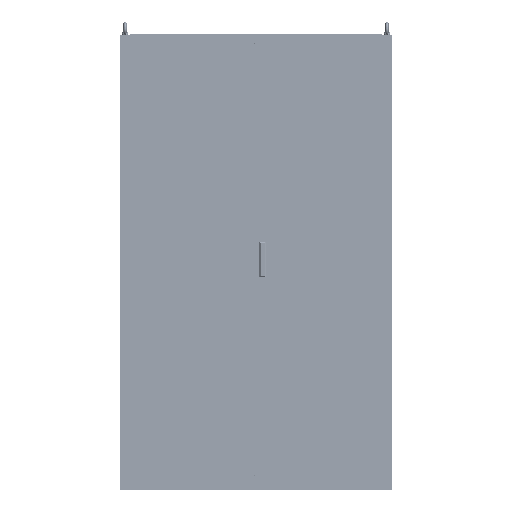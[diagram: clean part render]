
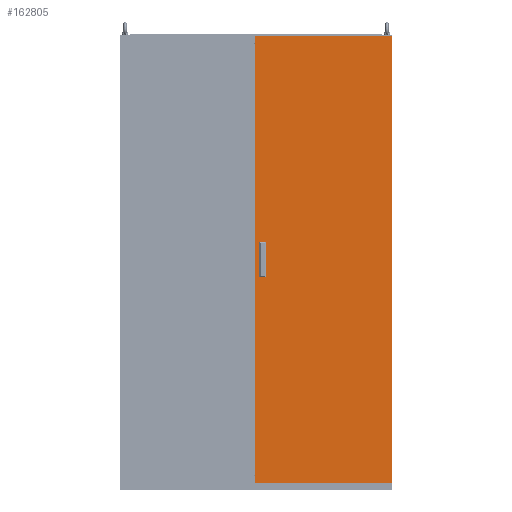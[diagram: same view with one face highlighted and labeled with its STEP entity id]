
A CAD part, top view. The second image highlights one B-rep face of the part: STEP entity #162805.
In plain terms, the highlighted planar face has unit normal (0, 0, 1).
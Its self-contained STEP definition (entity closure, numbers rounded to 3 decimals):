
#3361 = PLANE ( 'NONE',  #25533 ) ;
#4529 = CARTESIAN_POINT ( 'NONE',  ( -3., 997., 0. ) ) ;
#10851 = DIRECTION ( 'NONE',  ( 0., -1., 0. ) ) ;
#11743 = VERTEX_POINT ( 'NONE', #204684 ) ;
#11975 = CARTESIAN_POINT ( 'NONE',  ( 16.5, -61.5, 0. ) ) ;
#13133 = LINE ( 'NONE', #11975, #50641 ) ;
#14126 = EDGE_CURVE ( 'NONE', #157699, #99573, #224122, .T. ) ;
#15363 = ORIENTED_EDGE ( 'NONE', *, *, #111177, .T. ) ;
#17704 = CARTESIAN_POINT ( 'NONE',  ( 16.5, 88.5, 0. ) ) ;
#19491 = ORIENTED_EDGE ( 'NONE', *, *, #168294, .F. ) ;
#21785 = LINE ( 'NONE', #4529, #33880 ) ;
#22140 = CARTESIAN_POINT ( 'NONE',  ( 41.5, -61.5, 0. ) ) ;
#25533 = AXIS2_PLACEMENT_3D ( 'NONE', #126991, #92607, #162484 ) ;
#30723 = CARTESIAN_POINT ( 'NONE',  ( 597., 997., 0. ) ) ;
#31273 = LINE ( 'NONE', #206323, #215615 ) ;
#33090 = CARTESIAN_POINT ( 'NONE',  ( 41.5, -11.5, 0. ) ) ;
#33224 = ORIENTED_EDGE ( 'NONE', *, *, #221285, .F. ) ;
#33880 = VECTOR ( 'NONE', #89327, 1000. ) ;
#36325 = EDGE_LOOP ( 'NONE', ( #200057, #19491, #143032, #167421 ) ) ;
#37150 = CARTESIAN_POINT ( 'NONE',  ( 41.5, 38.5, 0. ) ) ;
#39459 = VERTEX_POINT ( 'NONE', #105824 ) ;
#43399 = LINE ( 'NONE', #30723, #56262 ) ;
#48702 = CARTESIAN_POINT ( 'NONE',  ( 41.5, 88.5, 0. ) ) ;
#50242 = DIRECTION ( 'NONE',  ( -1., 0., 0. ) ) ;
#50641 = VECTOR ( 'NONE', #10851, 1000. ) ;
#50969 = LINE ( 'NONE', #48702, #215676 ) ;
#52244 = EDGE_CURVE ( 'NONE', #145440, #39459, #43399, .T. ) ;
#52984 = LINE ( 'NONE', #87253, #225643 ) ;
#56262 = VECTOR ( 'NONE', #219563, 1000. ) ;
#59844 = LINE ( 'NONE', #22140, #165984 ) ;
#60447 = EDGE_CURVE ( 'NONE', #131007, #191894, #52984, .T. ) ;
#61946 = ORIENTED_EDGE ( 'NONE', *, *, #52244, .T. ) ;
#62007 = VECTOR ( 'NONE', #50242, 1000. ) ;
#62989 = CARTESIAN_POINT ( 'NONE',  ( 16.5, -11.5, 0. ) ) ;
#74856 = CARTESIAN_POINT ( 'NONE',  ( 16.5, -61.5, 0. ) ) ;
#77362 = LINE ( 'NONE', #147194, #165270 ) ;
#87253 = CARTESIAN_POINT ( 'NONE',  ( 41.5, -61.5, 0. ) ) ;
#87706 = EDGE_CURVE ( 'NONE', #196187, #11743, #193856, .T. ) ;
#88049 = LINE ( 'NONE', #189901, #201028 ) ;
#88356 = EDGE_CURVE ( 'NONE', #122504, #145440, #77362, .T. ) ;
#89327 = DIRECTION ( 'NONE',  ( 0., -1., 0. ) ) ;
#92607 = DIRECTION ( 'NONE',  ( 0., 0., 1. ) ) ;
#93766 = FACE_BOUND ( 'NONE', #36325, .T. ) ;
#99573 = VERTEX_POINT ( 'NONE', #62989 ) ;
#105824 = CARTESIAN_POINT ( 'NONE',  ( 597., 997., 0. ) ) ;
#111177 = EDGE_CURVE ( 'NONE', #39459, #176108, #88049, .T. ) ;
#114287 = EDGE_LOOP ( 'NONE', ( #33224, #147559, #214875, #209031 ) ) ;
#117227 = VECTOR ( 'NONE', #122928, 1000. ) ;
#120724 = DIRECTION ( 'NONE',  ( -1., 0., 0. ) ) ;
#122504 = VERTEX_POINT ( 'NONE', #221415 ) ;
#122928 = DIRECTION ( 'NONE',  ( 0., 1., 0. ) ) ;
#126253 = ORIENTED_EDGE ( 'NONE', *, *, #88356, .T. ) ;
#126991 = CARTESIAN_POINT ( 'NONE',  ( 0., 0., 0. ) ) ;
#131007 = VERTEX_POINT ( 'NONE', #74856 ) ;
#131531 = LINE ( 'NONE', #146510, #200896 ) ;
#136575 = DIRECTION ( 'NONE',  ( 0., -1., 0. ) ) ;
#142018 = EDGE_CURVE ( 'NONE', #191894, #157699, #59844, .T. ) ;
#143032 = ORIENTED_EDGE ( 'NONE', *, *, #87706, .F. ) ;
#144356 = CARTESIAN_POINT ( 'NONE',  ( 597., -970., 0. ) ) ;
#145440 = VERTEX_POINT ( 'NONE', #144356 ) ;
#145738 = DIRECTION ( 'NONE',  ( 0., 1., 0. ) ) ;
#146510 = CARTESIAN_POINT ( 'NONE',  ( 41.5, 38.5, 0. ) ) ;
#147194 = CARTESIAN_POINT ( 'NONE',  ( -3., -970., 0. ) ) ;
#147559 = ORIENTED_EDGE ( 'NONE', *, *, #14126, .F. ) ;
#154280 = CARTESIAN_POINT ( 'NONE',  ( 16.5, 38.5, 0. ) ) ;
#156695 = VERTEX_POINT ( 'NONE', #17704 ) ;
#157699 = VERTEX_POINT ( 'NONE', #180188 ) ;
#160249 = FACE_OUTER_BOUND ( 'NONE', #200923, .T. ) ;
#161846 = VERTEX_POINT ( 'NONE', #154280 ) ;
#162484 = DIRECTION ( 'NONE',  ( 1., 0., 0. ) ) ;
#162805 = ADVANCED_FACE ( 'NONE', ( #93766, #213967, #160249 ), #3361, .T. ) ;
#165270 = VECTOR ( 'NONE', #216972, 1000. ) ;
#165984 = VECTOR ( 'NONE', #145738, 1000. ) ;
#167421 = ORIENTED_EDGE ( 'NONE', *, *, #195984, .F. ) ;
#168167 = DIRECTION ( 'NONE',  ( 1., 0., 0. ) ) ;
#168294 = EDGE_CURVE ( 'NONE', #11743, #156695, #50969, .T. ) ;
#173373 = CARTESIAN_POINT ( 'NONE',  ( 41.5, -61.5, 0. ) ) ;
#176108 = VERTEX_POINT ( 'NONE', #185500 ) ;
#180188 = CARTESIAN_POINT ( 'NONE',  ( 41.5, -11.5, 0. ) ) ;
#185500 = CARTESIAN_POINT ( 'NONE',  ( -3., 997., 0. ) ) ;
#188943 = EDGE_CURVE ( 'NONE', #176108, #122504, #21785, .T. ) ;
#189901 = CARTESIAN_POINT ( 'NONE',  ( -3., 997., 0. ) ) ;
#191894 = VERTEX_POINT ( 'NONE', #173373 ) ;
#193856 = LINE ( 'NONE', #37150, #117227 ) ;
#195984 = EDGE_CURVE ( 'NONE', #161846, #196187, #131531, .T. ) ;
#196187 = VERTEX_POINT ( 'NONE', #213623 ) ;
#200057 = ORIENTED_EDGE ( 'NONE', *, *, #213125, .F. ) ;
#200896 = VECTOR ( 'NONE', #168167, 1000. ) ;
#200923 = EDGE_LOOP ( 'NONE', ( #217058, #126253, #61946, #15363 ) ) ;
#201028 = VECTOR ( 'NONE', #210508, 1000. ) ;
#204684 = CARTESIAN_POINT ( 'NONE',  ( 41.5, 88.5, 0. ) ) ;
#205177 = DIRECTION ( 'NONE',  ( 1., 0., 0. ) ) ;
#206323 = CARTESIAN_POINT ( 'NONE',  ( 16.5, 38.5, 0. ) ) ;
#209031 = ORIENTED_EDGE ( 'NONE', *, *, #60447, .F. ) ;
#210508 = DIRECTION ( 'NONE',  ( -1., 0., 0. ) ) ;
#213125 = EDGE_CURVE ( 'NONE', #156695, #161846, #31273, .T. ) ;
#213623 = CARTESIAN_POINT ( 'NONE',  ( 41.5, 38.5, 0. ) ) ;
#213967 = FACE_BOUND ( 'NONE', #114287, .T. ) ;
#214875 = ORIENTED_EDGE ( 'NONE', *, *, #142018, .F. ) ;
#215615 = VECTOR ( 'NONE', #136575, 1000. ) ;
#215676 = VECTOR ( 'NONE', #120724, 1000. ) ;
#216972 = DIRECTION ( 'NONE',  ( 1., 0., 0. ) ) ;
#217058 = ORIENTED_EDGE ( 'NONE', *, *, #188943, .T. ) ;
#219563 = DIRECTION ( 'NONE',  ( 0., 1., 0. ) ) ;
#221285 = EDGE_CURVE ( 'NONE', #99573, #131007, #13133, .T. ) ;
#221415 = CARTESIAN_POINT ( 'NONE',  ( -3., -970., 0. ) ) ;
#224122 = LINE ( 'NONE', #33090, #62007 ) ;
#225643 = VECTOR ( 'NONE', #205177, 1000. ) ;
